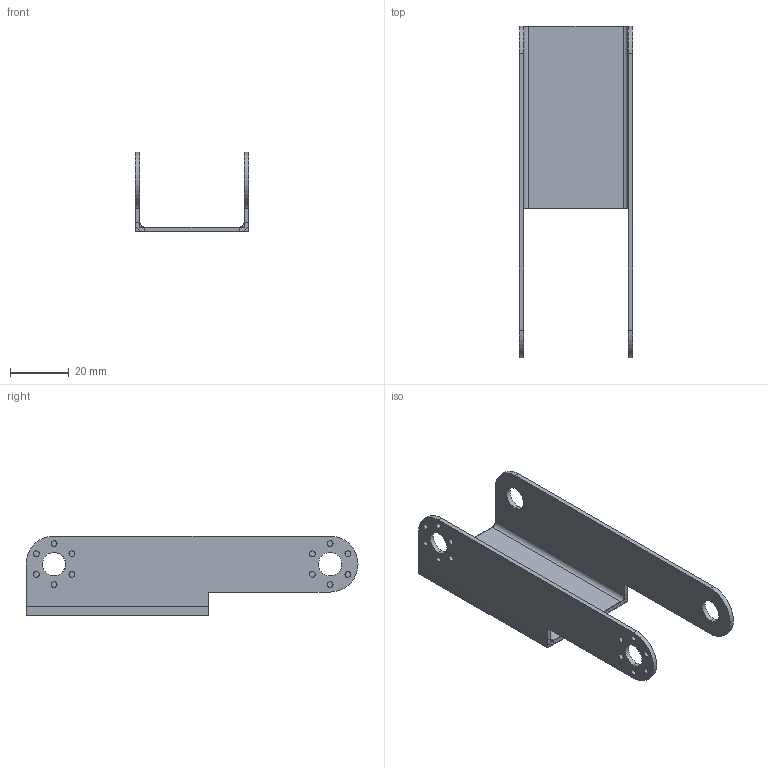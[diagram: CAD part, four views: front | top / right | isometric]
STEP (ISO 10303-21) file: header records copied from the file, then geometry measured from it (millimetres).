
FILE_DESCRIPTION (( 'STEP AP214' ), '1' );
FILE_NAME ('Leg_Tibia.STEP', '2013-02-21T18:20:42', ( 'Patate-au-four' ), ( '' ), 'SwSTEP 2.0', 'SolidWorks 2013', '' );
FILE_SCHEMA (( 'AUTOMOTIVE_DESIGN' ));
Length unit declared in the file: millimetre
Products named in the file (1): Leg_Tibia
Bounding box: 38.58 x 113 x 27.09 mm (x, y, z)
Volume: 22457.8 mm3; surface area: 30377.9 mm2
Topology: 2 solids, 2 shells, 108 faces, 296 edges, 192 vertices
Faces by surface type: cylinder 76, plane 32
Entity records: 3655 total; most frequent: DIRECTION 666, CARTESIAN_POINT 597, ORIENTED_EDGE 592, EDGE_CURVE 296, AXIS2_PLACEMENT_3D 261, VERTEX_POINT 192, EDGE_LOOP 172, CIRCLE 152
